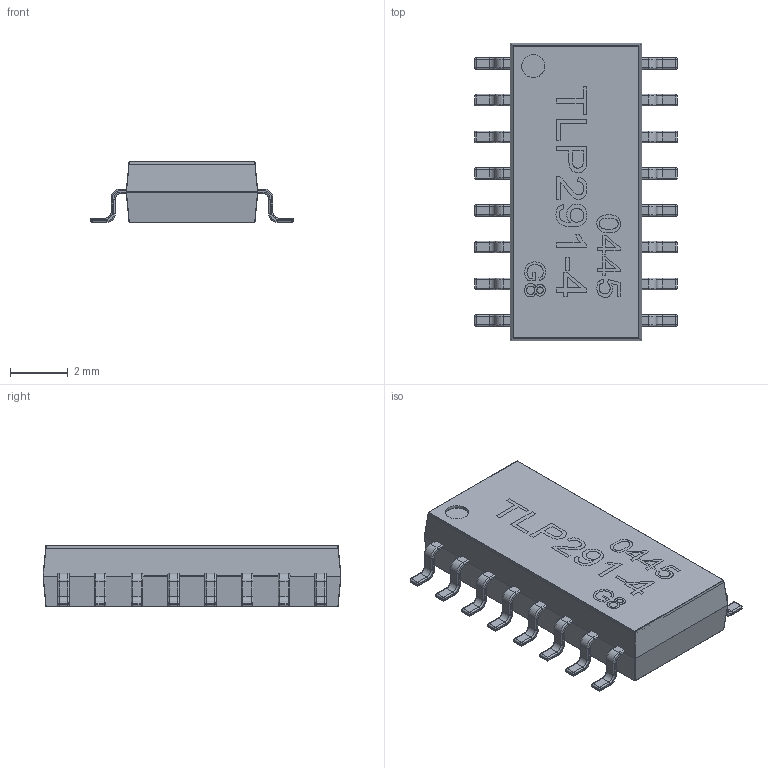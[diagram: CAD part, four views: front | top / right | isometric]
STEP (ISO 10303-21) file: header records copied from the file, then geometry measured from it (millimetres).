
FILE_DESCRIPTION (( 'STEP AP214' ), '1' );
FILE_NAME ('TLP291-4(SOP16).STEP', '2020-10-14T12:53:35', ( 'Elessar' ), ( '' ), 'SwSTEP 2.0', 'SolidWorks 2018', '' );
FILE_SCHEMA (( 'AUTOMOTIVE_DESIGN' ));
Length unit declared in the file: millimetre
Products named in the file (3): TLP291-4(SOP16)__X_EB_X_B8_X_94_X_EB_X_A1_X_9D 01; TLP291-4(SOP16); TLP291-4(SOP16)_Document
Assembly tree (2 placements, depth 2):
  TLP291-4(SOP16)
    TLP291-4(SOP16)_Document
    TLP291-4(SOP16)__X_EB_X_B8_X_94_X_EB_X_A1_X_9D 01
Bounding box: 7 x 10.3 x 2.1 mm (x, y, z)
Volume: 2 mm3; surface area: 282.2 mm2
Topology: 16 solids, 19 shells, 893 faces, 2058 edges, 1162 vertices
Faces by surface type: cylinder 359, plane 286, torus 144, sphere 75, bspline 29
Entity records: 35749 total; most frequent: CARTESIAN_POINT 5590, DIRECTION 4495, ORIENTED_EDGE 3988, EDGE_CURVE 1996, AXIS2_PLACEMENT_3D 1715, VERTEX_POINT 1162, VECTOR 1065, LINE 1065
